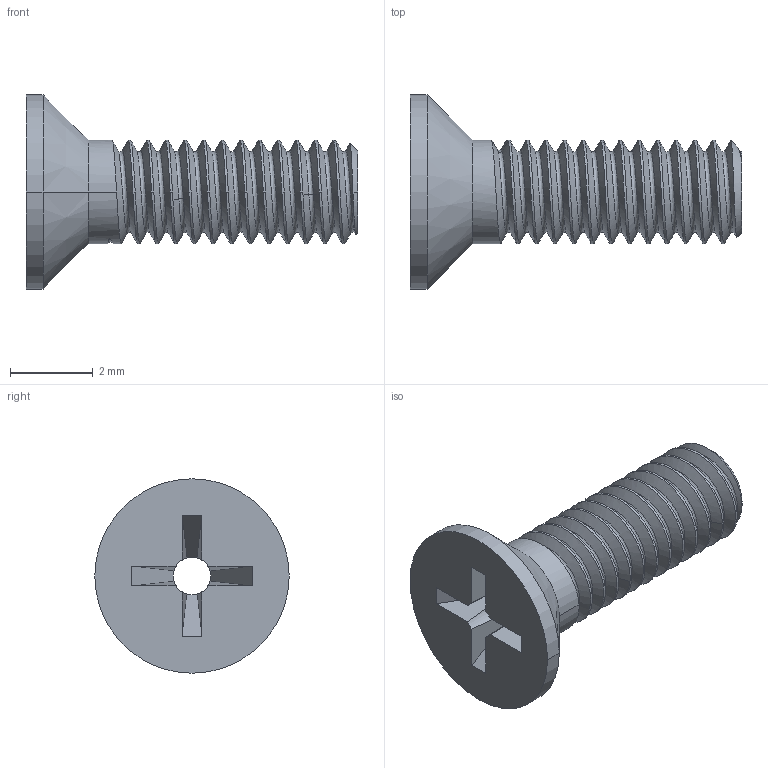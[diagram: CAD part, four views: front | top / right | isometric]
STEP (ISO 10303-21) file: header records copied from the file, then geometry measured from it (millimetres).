
FILE_DESCRIPTION((''),'2;1');
FILE_NAME('001_FLAT_HEAD_PHILLIPS_MM_ASM','2022-11-25T',('SYSTEM'),(''),'PRO/ENGINEER BY PARAMETRIC TECHNOLOGY CORPORATION, 2016360','PRO/ENGINEER BY PARAMETRIC TECHNOLOGY CORPORATION, 2016360','');
FILE_SCHEMA(('AUTOMOTIVE_DESIGN { 1 0 10303 214 1 1 1 1 }'));
Length unit declared in the file: millimetre
Products named in the file (2): MF-254; 001_FLAT_HEAD_PHILLIPS_MM_ASM
Assembly tree (1 placements, depth 2):
  001_FLAT_HEAD_PHILLIPS_MM_ASM
    MF-254
Bounding box: 8 x 4.7 x 4.7 mm (x, y, z)
Volume: 37.8 mm3; surface area: 143.9 mm2
Topology: 1 solids, 1 shells, 70 faces, 192 edges, 124 vertices
Faces by surface type: cylinder 29, bspline 15, plane 14, cone 12
Entity records: 6282 total; most frequent: CARTESIAN_POINT 4543, ORIENTED_EDGE 384, DIRECTION 226, EDGE_CURVE 192, VERTEX_POINT 124, COLOUR_RGB 110, B_SPLINE_CURVE_WITH_KNOTS 107, AXIS2_PLACEMENT_3D 83
